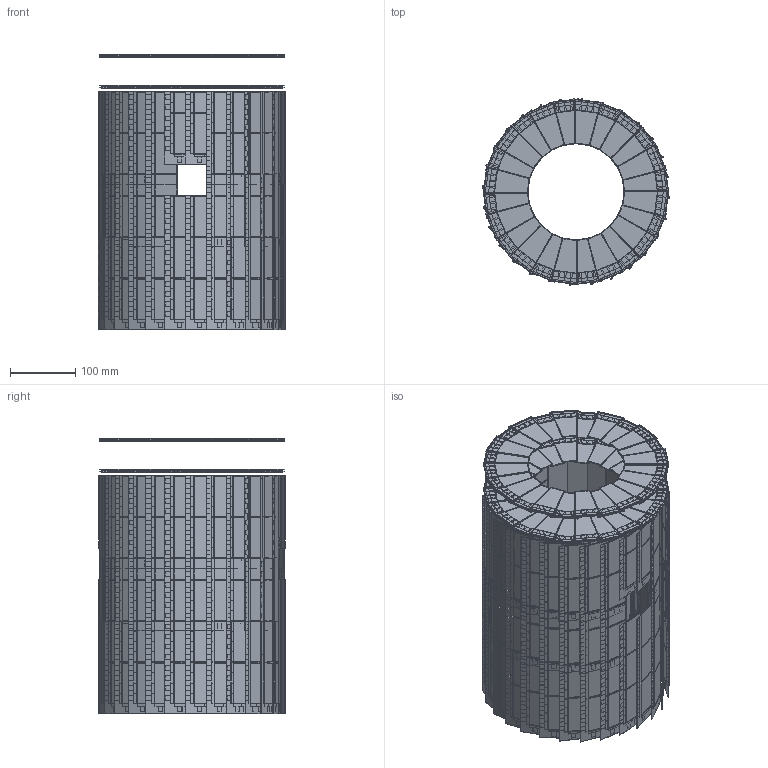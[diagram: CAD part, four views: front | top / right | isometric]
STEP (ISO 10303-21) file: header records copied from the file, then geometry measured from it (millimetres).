
FILE_DESCRIPTION((''),'2;1');
FILE_NAME('Sv-2.0.stp','2008-06-04T11:58:50',('thomas'),(''),'Autodesk Inventor 2008','Autodesk Inventor 2008','');
FILE_SCHEMA(('AUTOMOTIVE_DESIGN { 1 0 10303 214 1 1 1 1 }'));
Length unit declared in the file: millimetre
Products named in the file (32): Sv-1; Fwd; Strip_Ldk; Strip_Smod_N2_TrapL; Strip_Mod_1Sens_TrapL; Strip_Sens_TrapL; StripActive_TrapL; StripPassive_TrapL; Sup_1Sens_TrapL; PaL; Strip_FeX; Hshell; Strip_Bl3; Sv1; Strip_Smod_N6_Rect; Strip_Mod_2Sens_RectL; Strip_Sens_RectL; StripActive_RectL; StripPassive_RectL; DPG-BL-3-DN-LSUP-STV-ZS; Strip_Mod_2Sens_RectM; Strip_Sens_RectS; StripActive_RectS; StripPassive_RectS; Strip_Smod_N5_Rect; Strip_Mod_3Sens_RectL; Strip_Bl4
Assembly tree (147 placements, depth 7):
  Sv-1
    Fwd  x2
      Strip_Ldk
        Strip_Smod_N2_TrapL  x6
          Strip_Mod_1Sens_TrapL
            Strip_Sens_TrapL
              StripActive_TrapL
              StripPassive_TrapL
              StripPassive_TrapL
            Sup_1Sens_TrapL
            PaL  x8
            Strip_FeX  x8
    Hshell  x2
      Strip_Bl3
        Sv1  x2
        Strip_Smod_N6_Rect  x7
          Strip_Mod_2Sens_RectL
            Strip_Sens_RectL  x2
              StripActive_RectL
              StripPassive_RectL
            DPG-BL-3-DN-LSUP-STV-ZS
            PaL  x8
            Strip_FeX  x10
            PaL  x2
          Strip_Mod_2Sens_RectM
            Strip_Sens_RectL
              StripActive_RectL
              StripPassive_RectL
            Strip_Sens_RectS
              StripActive_RectS
              StripPassive_RectS
            DPG-BL-3-DN-LSUP-STV-ZS
            Strip_FeX  x8
            PaL  x2
            PaL  x6
        Strip_Smod_N5_Rect  x2
          Strip_Mod_3Sens_RectL
            Strip_Sens_RectL  x3
              StripActive_RectL
              StripPassive_RectL
            DPG-BL-3-DN-LSUP-STV-ZS
            Strip_FeX  x14
            PaL  x2
            PaL  x12
          Strip_Mod_2Sens_RectM
            Strip_Sens_RectL
              StripActive_RectL
              StripPassive_RectL
            Strip_Sens_RectS
              StripActive_RectS
              StripPassive_RectS
            DPG-BL-3-DN-LSUP-STV-ZS
            Strip_FeX  x8
            PaL  x2
            PaL  x6
      Strip_Bl4
        Sv1  x2
        Strip_Smod_N6_Rect  x12
          Strip_Mod_2Sens_RectL
            Strip_Sens_RectL  x2
Bounding box: 287.99 x 286.09 x 422.64 mm (x, y, z)
Volume: 462554.6 mm3; surface area: 2721920.6 mm2
Topology: 4202 solids, 4202 shells, 28124 faces, 59640 edges, 39728 vertices
Faces by surface type: plane 28124
Entity records: 6391 total; most frequent: DIRECTION 1036, CARTESIAN_POINT 949, ORIENTED_EDGE 740, VECTOR 370, LINE 370, EDGE_CURVE 370, AXIS2_PLACEMENT_3D 333, VERTEX_POINT 246
